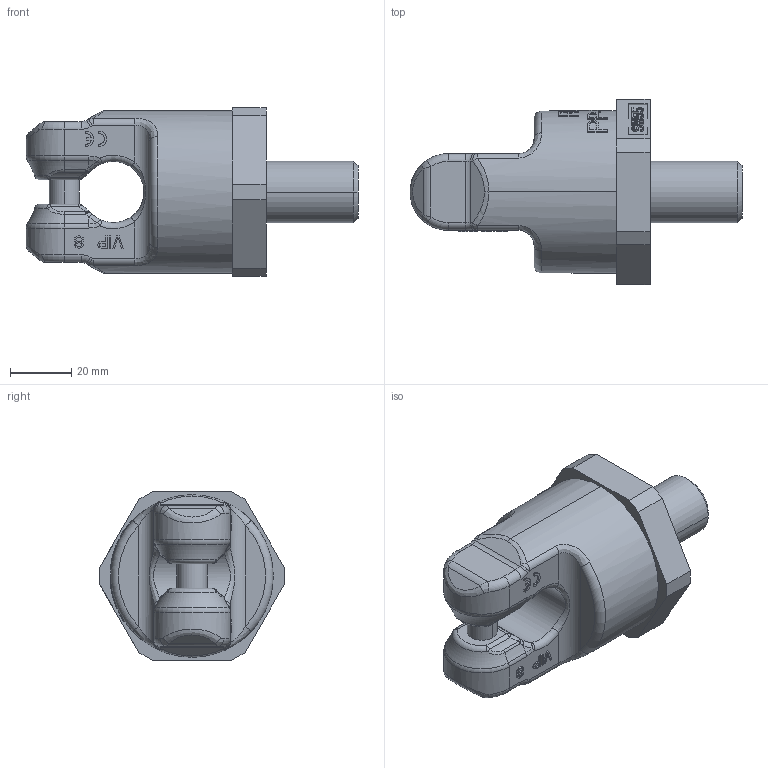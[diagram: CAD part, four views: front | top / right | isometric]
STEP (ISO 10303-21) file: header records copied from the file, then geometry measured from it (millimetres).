
FILE_DESCRIPTION((''),'2;1');
FILE_NAME('001-M31347-P-20_ASM','2019-09-11T',('anja.joas'),(''),'PRO/ENGINEER BY PARAMETRIC TECHNOLOGY CORPORATION, 2011490','PRO/ENGINEER BY PARAMETRIC TECHNOLOGY CORPORATION, 2011490','');
FILE_SCHEMA(('CONFIG_CONTROL_DESIGN'));
Length unit declared in the file: millimetre
Products named in the file (3): 001-M31347-P-20_AF0; 001-M31347-P-40; 001-M31347-P-20_ASM
Assembly tree (2 placements, depth 2):
  001-M31347-P-20_ASM
    001-M31347-P-20_AF0
    001-M31347-P-40
Bounding box: 108.4 x 60.59 x 55 mm (x, y, z)
Volume: 130937 mm3; surface area: 23551.1 mm2
Topology: 2 solids, 2 shells, 773 faces, 2106 edges, 1368 vertices
Faces by surface type: plane 615, cylinder 68, bspline 64, torus 20, sphere 4, cone 2
Entity records: 26314 total; most frequent: CARTESIAN_POINT 7516, ORIENTED_EDGE 4212, DIRECTION 3402, EDGE_CURVE 2106, VECTOR 1458, LINE 1458, VERTEX_POINT 1368, AXIS2_PLACEMENT_3D 972
